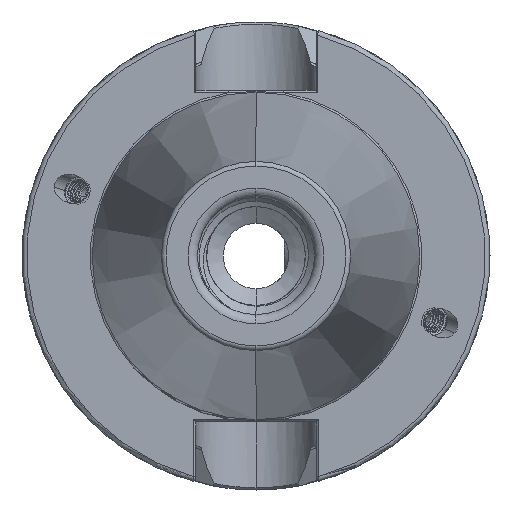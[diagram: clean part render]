
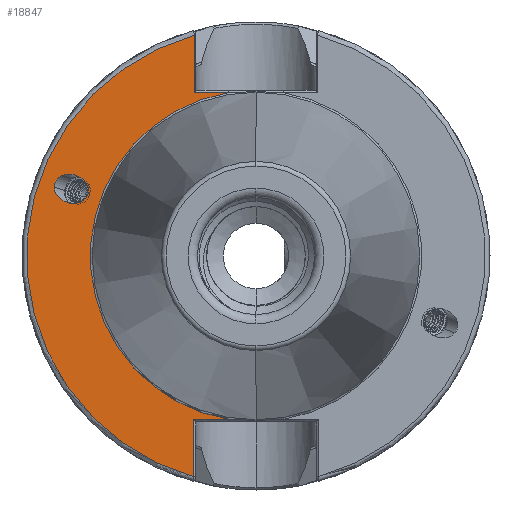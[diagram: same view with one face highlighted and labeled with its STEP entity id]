
A CAD part, left-side view. The second image highlights one B-rep face of the part: STEP entity #18847.
In plain terms, the highlighted planar face has unit normal (-1, 0, 0).
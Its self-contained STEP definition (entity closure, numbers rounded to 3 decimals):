
#129 = CARTESIAN_POINT ( 'NONE',  ( 0., 13.279, -35.4 ) ) ;
#203 = DIRECTION ( 'NONE',  ( 0., 0., 1. ) ) ;
#1723 = FACE_OUTER_BOUND ( 'NONE', #19063, .T. ) ;
#1818 = FACE_BOUND ( 'NONE', #7742, .T. ) ;
#3083 = VECTOR ( 'NONE', #12255, 1000. ) ;
#3094 = LINE ( 'NONE', #129, #3122 ) ;
#3111 = VECTOR ( 'NONE', #12155, 1000. ) ;
#3120 = CIRCLE ( 'NONE', #16169, 35.398 ) ;
#3122 = VECTOR ( 'NONE', #203, 1000. ) ;
#3126 = LINE ( 'NONE', #12272, #3083 ) ;
#3157 = LINE ( 'NONE', #12143, #3111 ) ;
#4612 = CIRCLE ( 'NONE', #16172, 49. ) ;
#4619 = LINE ( 'NONE', #16781, #4629 ) ;
#4629 = VECTOR ( 'NONE', #16774, 1000. ) ;
#4651 = ORIENTED_EDGE ( 'NONE', *, *, #8238, .T. ) ;
#4652 = ORIENTED_EDGE ( 'NONE', *, *, #8442, .F. ) ;
#5088 = CARTESIAN_POINT ( 'NONE',  ( 0., 35.867, 13.369 ) ) ;
#5100 = CARTESIAN_POINT ( 'NONE',  ( 0., 35.968, 13.091 ) ) ;
#5104 = CARTESIAN_POINT ( 'NONE',  ( 0., 35.816, 13.963 ) ) ;
#5110 = CARTESIAN_POINT ( 'NONE',  ( 0., 35.816, 13.662 ) ) ;
#5182 = CARTESIAN_POINT ( 'NONE',  ( 0., 35.816, 20.184 ) ) ;
#5188 = CARTESIAN_POINT ( 'NONE',  ( 0., 35.816, 13.963 ) ) ;
#5189 = CARTESIAN_POINT ( 'NONE',  ( 0., 43.118, 20.987 ) ) ;
#5216 = CARTESIAN_POINT ( 'NONE',  ( 0., 43.118, 14.766 ) ) ;
#5573 = CARTESIAN_POINT ( 'NONE',  ( 0., 37.57, 8.69 ) ) ;
#5586 = CARTESIAN_POINT ( 'NONE',  ( 0., 35.968, 13.091 ) ) ;
#5591 = CARTESIAN_POINT ( 'NONE',  ( 0., 43.118, 14.766 ) ) ;
#5617 = CARTESIAN_POINT ( 'NONE',  ( 0., 43.118, 9.99 ) ) ;
#5736 =( BOUNDED_CURVE ( )  B_SPLINE_CURVE ( 3, ( #5188, #5182, #5189, #5216 ),
 .UNSPECIFIED., .F., .F. ) 
 B_SPLINE_CURVE_WITH_KNOTS ( ( 4, 4 ),
 ( 0.29, 3.431 ),
 .UNSPECIFIED. ) 
 CURVE ( )  GEOMETRIC_REPRESENTATION_ITEM ( )  RATIONAL_B_SPLINE_CURVE ( ( 1., 0.333, 0.333, 1. ) ) 
 REPRESENTATION_ITEM ( '' )  );
#5751 =( BOUNDED_CURVE ( )  B_SPLINE_CURVE ( 3, ( #5591, #5617, #5573, #5586 ),
 .UNSPECIFIED., .F., .T. ) 
 B_SPLINE_CURVE_WITH_KNOTS ( ( 4, 4 ),
 ( 3.431, 6.283 ),
 .UNSPECIFIED. ) 
 CURVE ( )  GEOMETRIC_REPRESENTATION_ITEM ( )  RATIONAL_B_SPLINE_CURVE ( ( 1., 0.43, 0.43, 1. ) ) 
 REPRESENTATION_ITEM ( '' )  );
#7742 = EDGE_LOOP ( 'NONE', ( #19103, #19124, #4652 ) ) ;
#7963 = VERTEX_POINT ( 'NONE', #12515 ) ;
#7972 = VERTEX_POINT ( 'NONE', #12490 ) ;
#7988 = VERTEX_POINT ( 'NONE', #12503 ) ;
#7992 = VERTEX_POINT ( 'NONE', #12462 ) ;
#7996 = VERTEX_POINT ( 'NONE', #12466 ) ;
#7997 = VERTEX_POINT ( 'NONE', #12454 ) ;
#8237 = EDGE_CURVE ( 'NONE', #7992, #7997, #4612, .T. ) ;
#8238 = EDGE_CURVE ( 'NONE', #7963, #7972, #4619, .T. ) ;
#8290 = EDGE_CURVE ( 'NONE', #7992, #7963, #3094, .T. ) ;
#8306 = EDGE_CURVE ( 'NONE', #7972, #7988, #3120, .T. ) ;
#8310 = EDGE_CURVE ( 'NONE', #7988, #7996, #3157, .T. ) ;
#8319 = EDGE_CURVE ( 'NONE', #7996, #7997, #3126, .T. ) ;
#8338 = EDGE_CURVE ( 'NONE', #12901, #12904, #5751, .T. ) ;
#8418 = EDGE_CURVE ( 'NONE', #12904, #13017, #16431, .T. ) ;
#8442 = EDGE_CURVE ( 'NONE', #13017, #12901, #5736, .T. ) ;
#11147 = PLANE ( 'NONE',  #12684 ) ;
#11152 = DIRECTION ( 'NONE',  ( 0., 0., 1. ) ) ;
#11159 = CARTESIAN_POINT ( 'NONE',  ( 0., 35.398, 0. ) ) ;
#11170 = DIRECTION ( 'NONE',  ( -1., 0., 0. ) ) ;
#12143 = CARTESIAN_POINT ( 'NONE',  ( 0., 35.398, 34.9 ) ) ;
#12151 = CARTESIAN_POINT ( 'NONE',  ( 0., 0., 0. ) ) ;
#12155 = DIRECTION ( 'NONE',  ( 0., 1., 0. ) ) ;
#12179 = DIRECTION ( 'NONE',  ( 1., 0., 0. ) ) ;
#12182 = DIRECTION ( 'NONE',  ( 0., 0., -1. ) ) ;
#12255 = DIRECTION ( 'NONE',  ( 0., 0., 1. ) ) ;
#12272 = CARTESIAN_POINT ( 'NONE',  ( 0., 13.194, 0. ) ) ;
#12454 = CARTESIAN_POINT ( 'NONE',  ( 0., 13.194, 47.19 ) ) ;
#12462 = CARTESIAN_POINT ( 'NONE',  ( 0., 13.279, -47.166 ) ) ;
#12466 = CARTESIAN_POINT ( 'NONE',  ( 0., 13.194, 34.9 ) ) ;
#12490 = CARTESIAN_POINT ( 'NONE',  ( 0., 5.916, -34.9 ) ) ;
#12503 = CARTESIAN_POINT ( 'NONE',  ( 0., 5.916, 34.9 ) ) ;
#12515 = CARTESIAN_POINT ( 'NONE',  ( 0., 13.279, -34.9 ) ) ;
#12684 = AXIS2_PLACEMENT_3D ( 'NONE', #11159, #11170, #11152 ) ;
#12901 = VERTEX_POINT ( 'NONE', #14095 ) ;
#12904 = VERTEX_POINT ( 'NONE', #14101 ) ;
#13017 = VERTEX_POINT ( 'NONE', #14168 ) ;
#14095 = CARTESIAN_POINT ( 'NONE',  ( 0., 43.118, 14.766 ) ) ;
#14101 = CARTESIAN_POINT ( 'NONE',  ( 0., 35.968, 13.091 ) ) ;
#14168 = CARTESIAN_POINT ( 'NONE',  ( 0., 35.816, 13.963 ) ) ;
#16169 = AXIS2_PLACEMENT_3D ( 'NONE', #12151, #12179, #12182 ) ;
#16172 = AXIS2_PLACEMENT_3D ( 'NONE', #16783, #16771, #16773 ) ;
#16431 =( BOUNDED_CURVE ( )  B_SPLINE_CURVE ( 3, ( #5100, #5088, #5110, #5104 ),
 .UNSPECIFIED., .F., .T. ) 
 B_SPLINE_CURVE_WITH_KNOTS ( ( 4, 4 ),
 ( 0., 0.29 ),
 .UNSPECIFIED. ) 
 CURVE ( )  GEOMETRIC_REPRESENTATION_ITEM ( )  RATIONAL_B_SPLINE_CURVE ( ( 1., 0.993, 0.993, 1. ) ) 
 REPRESENTATION_ITEM ( '' )  );
#16771 = DIRECTION ( 'NONE',  ( 1., 0., 0. ) ) ;
#16773 = DIRECTION ( 'NONE',  ( 0., 0., -1. ) ) ;
#16774 = DIRECTION ( 'NONE',  ( 0., -1., 0. ) ) ;
#16781 = CARTESIAN_POINT ( 'NONE',  ( 0., -12.85, -34.9 ) ) ;
#16783 = CARTESIAN_POINT ( 'NONE',  ( 0., 0., 0. ) ) ;
#18847 = ADVANCED_FACE ( 'NONE', ( #1818, #1723 ), #11147, .T. ) ;
#19063 = EDGE_LOOP ( 'NONE', ( #19135, #19140, #4651, #19126, #19132, #19108 ) ) ;
#19103 = ORIENTED_EDGE ( 'NONE', *, *, #8418, .F. ) ;
#19108 = ORIENTED_EDGE ( 'NONE', *, *, #8319, .T. ) ;
#19124 = ORIENTED_EDGE ( 'NONE', *, *, #8338, .F. ) ;
#19126 = ORIENTED_EDGE ( 'NONE', *, *, #8306, .T. ) ;
#19132 = ORIENTED_EDGE ( 'NONE', *, *, #8310, .T. ) ;
#19135 = ORIENTED_EDGE ( 'NONE', *, *, #8237, .F. ) ;
#19140 = ORIENTED_EDGE ( 'NONE', *, *, #8290, .T. ) ;
